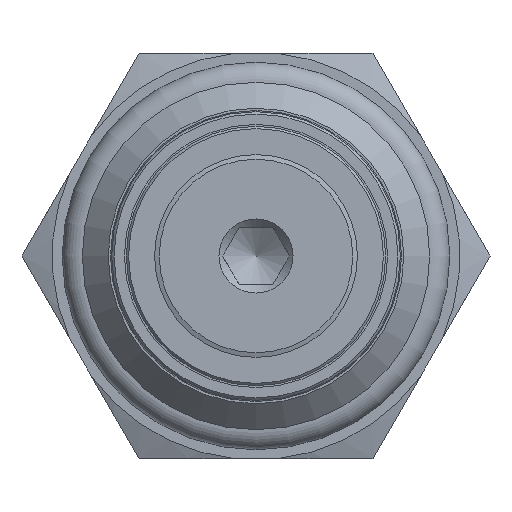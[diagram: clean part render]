
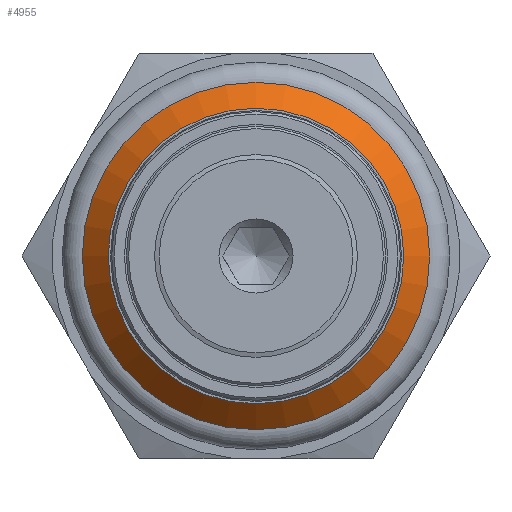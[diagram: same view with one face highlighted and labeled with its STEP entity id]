
A CAD part, left-side view. The second image highlights one B-rep face of the part: STEP entity #4955.
In plain terms, the highlighted conical face has half-angle 45 degrees and reference radius 25.4 mm.
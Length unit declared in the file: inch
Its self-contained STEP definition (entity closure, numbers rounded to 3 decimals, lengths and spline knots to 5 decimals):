
#4909=CARTESIAN_POINT('',(-0.83,0.3115,0.0));
#4910=VERTEX_POINT('',#4909);
#4911=CARTESIAN_POINT('',(-0.83,0.0,0.0));
#4912=DIRECTION('',(1.0,0.0,0.0));
#4913=DIRECTION('',(0.0,1.0,0.0));
#4914=AXIS2_PLACEMENT_3D('',#4911,#4912,#4913);
#4915=CIRCLE('',#4914,0.3115);
#4916=EDGE_CURVE('',#4910,#4910,#4915,.T.);
#4936=CARTESIAN_POINT('',(-0.1415,0.0,0.0));
#4937=DIRECTION('',(1.0,0.0,0.0));
#4938=DIRECTION('',(0.0,1.0,0.0));
#4939=AXIS2_PLACEMENT_3D('',#4936,#4937,#4938);
#4940=CONICAL_SURFACE('',#4939,1.0,45.);
#4941=CARTESIAN_POINT('',(-0.7665,0.375,0.0));
#4942=VERTEX_POINT('',#4941);
#4943=CARTESIAN_POINT('',(-0.7665,0.0,0.0));
#4944=DIRECTION('',(1.0,0.0,0.0));
#4945=DIRECTION('',(0.0,1.0,0.0));
#4946=AXIS2_PLACEMENT_3D('',#4943,#4944,#4945);
#4947=CIRCLE('',#4946,0.375);
#4948=EDGE_CURVE('',#4942,#4942,#4947,.T.);
#4949=ORIENTED_EDGE('',*,*,#4948,.F.);
#4950=EDGE_LOOP('',(#4949));
#4951=FACE_OUTER_BOUND('',#4950,.T.);
#4952=ORIENTED_EDGE('',*,*,#4916,.T.);
#4953=EDGE_LOOP('',(#4952));
#4954=FACE_BOUND('',#4953,.T.);
#4955=ADVANCED_FACE('',(#4951,#4954),#4940,.T.);
